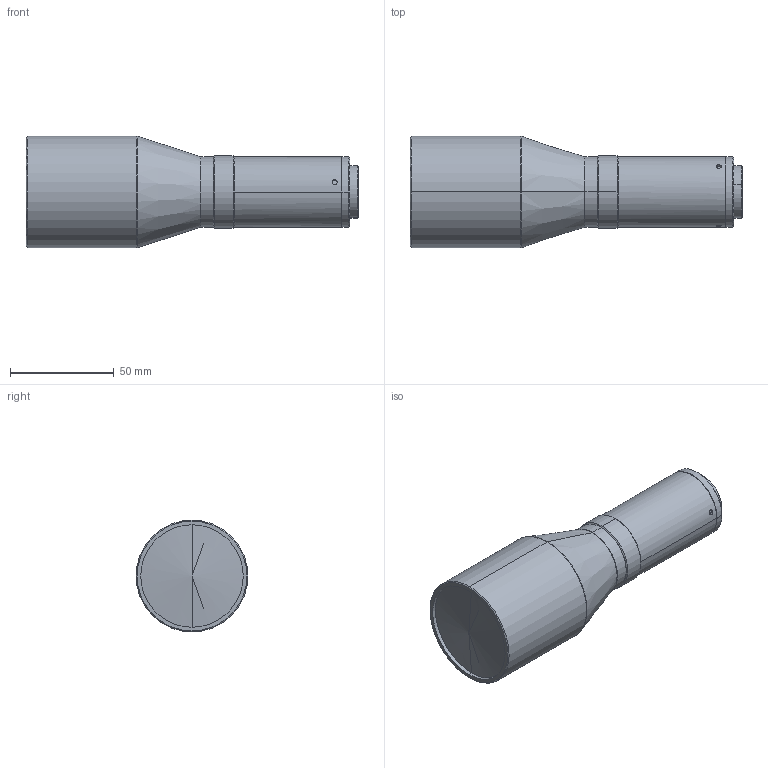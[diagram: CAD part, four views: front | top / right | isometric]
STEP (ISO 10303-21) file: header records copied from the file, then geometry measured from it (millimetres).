
FILE_DESCRIPTION (( 'STEP AP203' ), '1' );
FILE_NAME ('DTCM110-36.STEP', '2019-04-12T09:46:24', ( '' ), ( '' ), 'SwSTEP 2.0', 'SolidWorks 2017', '' );
FILE_SCHEMA (( 'CONFIG_CONTROL_DESIGN' ));
Length unit declared in the file: millimetre
Products named in the file (1): DTCM110-36
Bounding box: 160.38 x 54 x 54 mm (x, y, z)
Volume: 235504.2 mm3; surface area: 25323.7 mm2
Topology: 1 solids, 1 shells, 55 faces, 118 edges, 70 vertices
Faces by surface type: cylinder 24, cone 21, plane 6, bspline 4
Entity records: 1773 total; most frequent: CARTESIAN_POINT 528, DIRECTION 258, ORIENTED_EDGE 228, EDGE_CURVE 114, AXIS2_PLACEMENT_3D 108, VERTEX_POINT 70, EDGE_LOOP 64, CIRCLE 56
